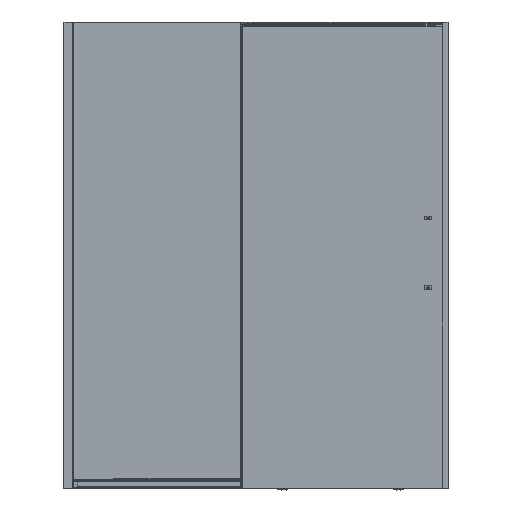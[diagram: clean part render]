
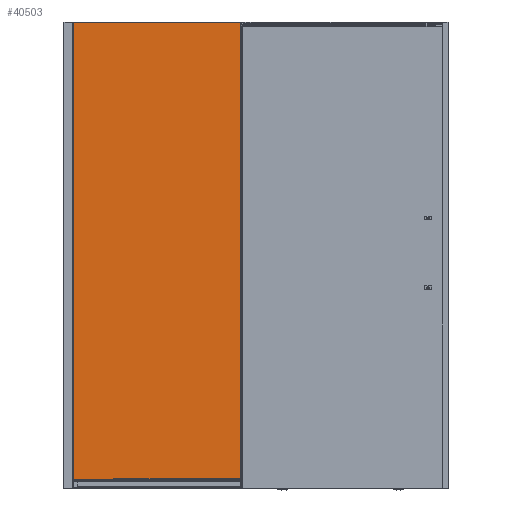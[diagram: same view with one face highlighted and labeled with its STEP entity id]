
A CAD part, front view. The second image highlights one B-rep face of the part: STEP entity #40503.
In plain terms, the highlighted planar face has unit normal (0, -1, 0).
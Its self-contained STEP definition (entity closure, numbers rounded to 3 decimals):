
#912 = DIRECTION ( 'NONE',  ( 0., 0., 1. ) ) ;
#961 = DIRECTION ( 'NONE',  ( 0., -1., 0. ) ) ;
#2629 = LINE ( 'NONE', #6881, #11599 ) ;
#5435 = CARTESIAN_POINT ( 'NONE',  ( 3653.17, 50.484, -1953.002 ) ) ;
#6881 = CARTESIAN_POINT ( 'NONE',  ( 3653.17, 50.484, -1959.313 ) ) ;
#7881 = LINE ( 'NONE', #98285, #79864 ) ;
#8182 = VECTOR ( 'NONE', #105965, 1000. ) ;
#8519 = EDGE_CURVE ( 'NONE', #47223, #49511, #104328, .T. ) ;
#8723 = ORIENTED_EDGE ( 'NONE', *, *, #18510, .T. ) ;
#9411 = DIRECTION ( 'NONE',  ( -1., 0., 0. ) ) ;
#10033 = VECTOR ( 'NONE', #912, 1000. ) ;
#11599 = VECTOR ( 'NONE', #32059, 1000. ) ;
#12378 = EDGE_CURVE ( 'NONE', #21025, #102275, #7881, .T. ) ;
#13397 = CARTESIAN_POINT ( 'NONE',  ( 3653.17, 50.484, -1951.001 ) ) ;
#16076 = ORIENTED_EDGE ( 'NONE', *, *, #12378, .F. ) ;
#17187 = ORIENTED_EDGE ( 'NONE', *, *, #8519, .F. ) ;
#18510 = EDGE_CURVE ( 'NONE', #68416, #102275, #59859, .T. ) ;
#19558 = VECTOR ( 'NONE', #22673, 1000. ) ;
#20574 = EDGE_CURVE ( 'NONE', #47223, #52012, #84710, .T. ) ;
#20669 = CARTESIAN_POINT ( 'NONE',  ( 3653.17, 50.484, -1961.313 ) ) ;
#21025 = VERTEX_POINT ( 'NONE', #43543 ) ;
#21351 = CARTESIAN_POINT ( 'NONE',  ( 2905.725, 50.484, -3.002 ) ) ;
#22194 = VECTOR ( 'NONE', #95275, 1000. ) ;
#22494 = LINE ( 'NONE', #40110, #89228 ) ;
#22673 = DIRECTION ( 'NONE',  ( 1., 0., 0. ) ) ;
#24698 = EDGE_CURVE ( 'NONE', #49511, #43283, #84091, .T. ) ;
#26989 = CARTESIAN_POINT ( 'NONE',  ( 3648.42, 50.484, -20.001 ) ) ;
#27143 = VERTEX_POINT ( 'NONE', #89642 ) ;
#31351 = LINE ( 'NONE', #48528, #8182 ) ;
#32059 = DIRECTION ( 'NONE',  ( -1., 0., 0. ) ) ;
#32211 = VECTOR ( 'NONE', #97856, 1000. ) ;
#32662 = VECTOR ( 'NONE', #37864, 1000. ) ;
#37219 = DIRECTION ( 'NONE',  ( 0., 0., -1. ) ) ;
#37864 = DIRECTION ( 'NONE',  ( 0., 0., 1. ) ) ;
#38300 = ORIENTED_EDGE ( 'NONE', *, *, #60860, .T. ) ;
#40110 = CARTESIAN_POINT ( 'NONE',  ( 3079.05, 50.484, -1961.313 ) ) ;
#40503 = ADVANCED_FACE ( 'NONE', ( #72651 ), #100067, .T. ) ;
#40852 = EDGE_CURVE ( 'NONE', #21025, #43283, #31351, .T. ) ;
#41227 = CARTESIAN_POINT ( 'NONE',  ( 3648.42, 50.484, -1951.001 ) ) ;
#41838 = VECTOR ( 'NONE', #9411, 1000. ) ;
#42124 = EDGE_CURVE ( 'NONE', #84079, #27143, #2629, .T. ) ;
#43283 = VERTEX_POINT ( 'NONE', #49362 ) ;
#43543 = CARTESIAN_POINT ( 'NONE',  ( 3653.018, 50.484, -0.313 ) ) ;
#43665 = ORIENTED_EDGE ( 'NONE', *, *, #61661, .F. ) ;
#45500 = DIRECTION ( 'NONE',  ( 1., 0., 0. ) ) ;
#45869 = CARTESIAN_POINT ( 'NONE',  ( 3653.92, 50.484, -20.001 ) ) ;
#47223 = VERTEX_POINT ( 'NONE', #96844 ) ;
#48528 = CARTESIAN_POINT ( 'NONE',  ( 3653.17, 50.484, -0.313 ) ) ;
#49362 = CARTESIAN_POINT ( 'NONE',  ( 2905.725, 50.484, -0.313 ) ) ;
#49511 = VERTEX_POINT ( 'NONE', #65840 ) ;
#50202 = DIRECTION ( 'NONE',  ( 0., 0., -1. ) ) ;
#50683 = ORIENTED_EDGE ( 'NONE', *, *, #84953, .T. ) ;
#52012 = VERTEX_POINT ( 'NONE', #74854 ) ;
#55406 = EDGE_LOOP ( 'NONE', ( #43665, #68998, #38300, #8723, #16076, #95982, #97981, #17187, #63209, #97510, #50683, #78073 ) ) ;
#58434 = DIRECTION ( 'NONE',  ( -1., 0., 0. ) ) ;
#59859 = LINE ( 'NONE', #45869, #103538 ) ;
#60860 = EDGE_CURVE ( 'NONE', #89849, #68416, #69121, .T. ) ;
#61181 = EDGE_CURVE ( 'NONE', #91916, #52012, #86426, .T. ) ;
#61661 = EDGE_CURVE ( 'NONE', #73443, #84079, #92536, .T. ) ;
#63209 = ORIENTED_EDGE ( 'NONE', *, *, #20574, .T. ) ;
#64551 = CARTESIAN_POINT ( 'NONE',  ( 3653.17, 50.484, -1959.313 ) ) ;
#65595 = CARTESIAN_POINT ( 'NONE',  ( 3653.17, 50.484, -0.313 ) ) ;
#65840 = CARTESIAN_POINT ( 'NONE',  ( 2905.725, 50.484, -1953.002 ) ) ;
#68416 = VERTEX_POINT ( 'NONE', #26989 ) ;
#68998 = ORIENTED_EDGE ( 'NONE', *, *, #70004, .T. ) ;
#69121 = LINE ( 'NONE', #72792, #10033 ) ;
#70004 = EDGE_CURVE ( 'NONE', #73443, #89849, #94465, .T. ) ;
#72651 = FACE_OUTER_BOUND ( 'NONE', #55406, .T. ) ;
#72792 = CARTESIAN_POINT ( 'NONE',  ( 3648.42, 50.484, -21.001 ) ) ;
#73443 = VERTEX_POINT ( 'NONE', #13397 ) ;
#74854 = CARTESIAN_POINT ( 'NONE',  ( 2904.17, 50.484, -1961.313 ) ) ;
#75786 = AXIS2_PLACEMENT_3D ( 'NONE', #91440, #961, #58434 ) ;
#78073 = ORIENTED_EDGE ( 'NONE', *, *, #42124, .F. ) ;
#79864 = VECTOR ( 'NONE', #50202, 1000. ) ;
#84079 = VERTEX_POINT ( 'NONE', #64551 ) ;
#84091 = LINE ( 'NONE', #21351, #32662 ) ;
#84710 = LINE ( 'NONE', #94246, #93597 ) ;
#84953 = EDGE_CURVE ( 'NONE', #91916, #27143, #22494, .T. ) ;
#86426 = LINE ( 'NONE', #20669, #22194 ) ;
#88745 = CARTESIAN_POINT ( 'NONE',  ( 3079.05, 50.484, -1961.313 ) ) ;
#89228 = VECTOR ( 'NONE', #105468, 1000. ) ;
#89642 = CARTESIAN_POINT ( 'NONE',  ( 3079.05, 50.484, -1959.313 ) ) ;
#89849 = VERTEX_POINT ( 'NONE', #41227 ) ;
#89892 = CARTESIAN_POINT ( 'NONE',  ( 3653.17, 50.484, -1951.001 ) ) ;
#91440 = CARTESIAN_POINT ( 'NONE',  ( 3653.17, 50.484, -0.313 ) ) ;
#91916 = VERTEX_POINT ( 'NONE', #88745 ) ;
#92536 = LINE ( 'NONE', #65595, #32211 ) ;
#93597 = VECTOR ( 'NONE', #37219, 1000. ) ;
#94246 = CARTESIAN_POINT ( 'NONE',  ( 2904.17, 50.484, -0.001 ) ) ;
#94465 = LINE ( 'NONE', #89892, #41838 ) ;
#95275 = DIRECTION ( 'NONE',  ( -1., 0., 0. ) ) ;
#95982 = ORIENTED_EDGE ( 'NONE', *, *, #40852, .T. ) ;
#96844 = CARTESIAN_POINT ( 'NONE',  ( 2904.17, 50.484, -1953.002 ) ) ;
#97510 = ORIENTED_EDGE ( 'NONE', *, *, #61181, .F. ) ;
#97781 = CARTESIAN_POINT ( 'NONE',  ( 3653.018, 50.484, -20.001 ) ) ;
#97856 = DIRECTION ( 'NONE',  ( 0., 0., -1. ) ) ;
#97981 = ORIENTED_EDGE ( 'NONE', *, *, #24698, .F. ) ;
#98285 = CARTESIAN_POINT ( 'NONE',  ( 3653.018, 50.484, -48.379 ) ) ;
#100067 = PLANE ( 'NONE',  #75786 ) ;
#102275 = VERTEX_POINT ( 'NONE', #97781 ) ;
#103538 = VECTOR ( 'NONE', #45500, 1000. ) ;
#104328 = LINE ( 'NONE', #5435, #19558 ) ;
#105468 = DIRECTION ( 'NONE',  ( 0., 0., 1. ) ) ;
#105965 = DIRECTION ( 'NONE',  ( -1., 0., 0. ) ) ;
